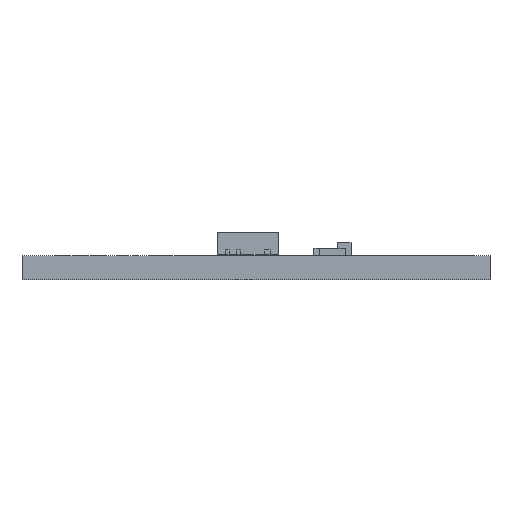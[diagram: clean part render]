
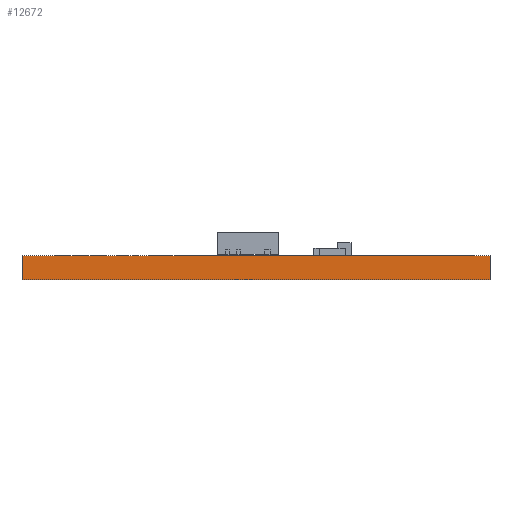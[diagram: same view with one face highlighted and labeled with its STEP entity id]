
A CAD part, front view. The second image highlights one B-rep face of the part: STEP entity #12672.
In plain terms, the highlighted planar face has unit normal (0, -1, 0).
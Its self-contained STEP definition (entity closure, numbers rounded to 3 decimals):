
#4556 = VECTOR ( 'NONE', #16752, 1000. ) ;
#5196 = EDGE_CURVE ( 'NONE', #33513, #22781, #24630, .T. ) ;
#5215 = CARTESIAN_POINT ( 'NONE',  ( 30.48, 0., 1.575 ) ) ;
#6746 = CARTESIAN_POINT ( 'NONE',  ( 30.48, 0., 0. ) ) ;
#11453 = ORIENTED_EDGE ( 'NONE', *, *, #27620, .F. ) ;
#11850 = DIRECTION ( 'NONE',  ( 0., 1., 0. ) ) ;
#12672 = ADVANCED_FACE ( 'NONE', ( #24505 ), #28324, .F. ) ;
#13016 = VERTEX_POINT ( 'NONE', #5215 ) ;
#13722 = ORIENTED_EDGE ( 'NONE', *, *, #28837, .T. ) ;
#13875 = DIRECTION ( 'NONE',  ( 0., 0., -1. ) ) ;
#14220 = LINE ( 'NONE', #32294, #32660 ) ;
#14475 = CARTESIAN_POINT ( 'NONE',  ( 30.48, 0., 1.575 ) ) ;
#14681 = LINE ( 'NONE', #6746, #32415 ) ;
#16132 = DIRECTION ( 'NONE',  ( 1., 0., 0. ) ) ;
#16752 = DIRECTION ( 'NONE',  ( 0., 0., -1. ) ) ;
#17123 = ORIENTED_EDGE ( 'NONE', *, *, #33296, .F. ) ;
#19954 = VECTOR ( 'NONE', #16132, 1000. ) ;
#20666 = CARTESIAN_POINT ( 'NONE',  ( 0., 0., 0. ) ) ;
#21999 = CARTESIAN_POINT ( 'NONE',  ( 30.48, 0., 0. ) ) ;
#22526 = DIRECTION ( 'NONE',  ( 0., 0., 1. ) ) ;
#22781 = VERTEX_POINT ( 'NONE', #20666 ) ;
#24026 = LINE ( 'NONE', #26832, #19954 ) ;
#24505 = FACE_OUTER_BOUND ( 'NONE', #33808, .T. ) ;
#24630 = LINE ( 'NONE', #29912, #4556 ) ;
#25716 = DIRECTION ( 'NONE',  ( 1., 0., 0. ) ) ;
#26808 = ORIENTED_EDGE ( 'NONE', *, *, #5196, .T. ) ;
#26832 = CARTESIAN_POINT ( 'NONE',  ( 30.48, 0., 1.575 ) ) ;
#27285 = AXIS2_PLACEMENT_3D ( 'NONE', #14475, #11850, #22526 ) ;
#27620 = EDGE_CURVE ( 'NONE', #33513, #13016, #24026, .T. ) ;
#28324 = PLANE ( 'NONE',  #27285 ) ;
#28837 = EDGE_CURVE ( 'NONE', #22781, #31506, #14681, .T. ) ;
#29912 = CARTESIAN_POINT ( 'NONE',  ( 0., 0., 1.575 ) ) ;
#31506 = VERTEX_POINT ( 'NONE', #21999 ) ;
#32294 = CARTESIAN_POINT ( 'NONE',  ( 30.48, 0., 1.575 ) ) ;
#32415 = VECTOR ( 'NONE', #25716, 1000. ) ;
#32660 = VECTOR ( 'NONE', #13875, 1000. ) ;
#33296 = EDGE_CURVE ( 'NONE', #13016, #31506, #14220, .T. ) ;
#33513 = VERTEX_POINT ( 'NONE', #34033 ) ;
#33808 = EDGE_LOOP ( 'NONE', ( #13722, #17123, #11453, #26808 ) ) ;
#34033 = CARTESIAN_POINT ( 'NONE',  ( 0., 0., 1.575 ) ) ;
